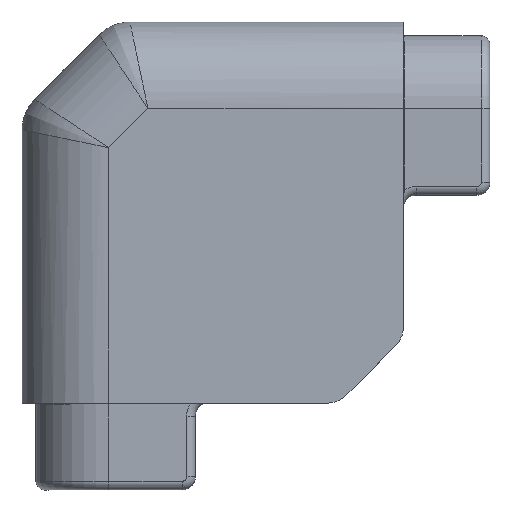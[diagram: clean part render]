
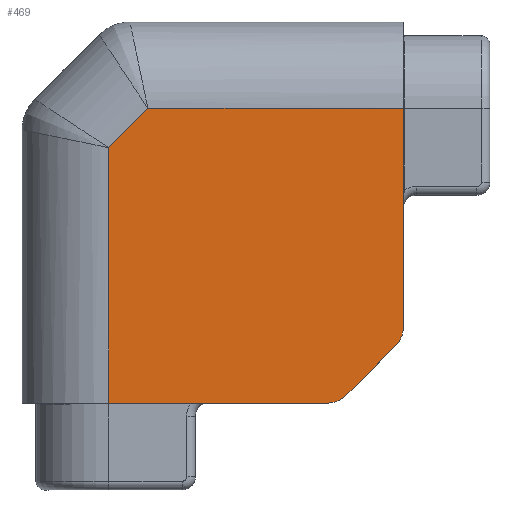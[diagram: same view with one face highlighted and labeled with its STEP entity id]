
A CAD part, top view. The second image highlights one B-rep face of the part: STEP entity #469.
In plain terms, the highlighted planar face has unit normal (0, 0, 1).
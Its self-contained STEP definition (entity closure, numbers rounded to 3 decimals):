
#118 = CARTESIAN_POINT ( 'NONE',  ( 20., -88., 20. ) ) ;
#126 = VERTEX_POINT ( 'NONE', #2153 ) ;
#192 = VECTOR ( 'NONE', #3786, 1000. ) ;
#204 = VERTEX_POINT ( 'NONE', #1836 ) ;
#221 = EDGE_CURVE ( 'NONE', #3724, #126, #1096, .T. ) ;
#289 = ORIENTED_EDGE ( 'NONE', *, *, #1258, .T. ) ;
#330 = CARTESIAN_POINT ( 'NONE',  ( 88., -70.515, 20. ) ) ;
#353 = CARTESIAN_POINT ( 'NONE',  ( 24.899, -20., 20. ) ) ;
#459 = CARTESIAN_POINT ( 'NONE',  ( 88., 0., 20. ) ) ;
#469 = ADVANCED_FACE ( 'NONE', ( #3196 ), #1165, .T. ) ;
#488 = ORIENTED_EDGE ( 'NONE', *, *, #3753, .T. ) ;
#512 = LINE ( 'NONE', #3077, #4036 ) ;
#586 = CARTESIAN_POINT ( 'NONE',  ( 73.05, -87.95, 20. ) ) ;
#627 = CIRCLE ( 'NONE', #1164, 6. ) ;
#646 = VECTOR ( 'NONE', #3290, 1000. ) ;
#672 = DIRECTION ( 'NONE',  ( 1., 0., 0. ) ) ;
#780 = CARTESIAN_POINT ( 'NONE',  ( 82., -70.515, 20. ) ) ;
#788 = EDGE_CURVE ( 'NONE', #3782, #2962, #512, .T. ) ;
#814 = CARTESIAN_POINT ( 'NONE',  ( 10., -24.899, 20. ) ) ;
#916 = CIRCLE ( 'NONE', #3189, 6. ) ;
#1096 = LINE ( 'NONE', #353, #192 ) ;
#1127 = DIRECTION ( 'NONE',  ( 1., 0., 0. ) ) ;
#1143 = ORIENTED_EDGE ( 'NONE', *, *, #788, .T. ) ;
#1164 = AXIS2_PLACEMENT_3D ( 'NONE', #1203, #3603, #1552 ) ;
#1165 = PLANE ( 'NONE',  #4192 ) ;
#1203 = CARTESIAN_POINT ( 'NONE',  ( 70.515, -82., 20. ) ) ;
#1238 = CARTESIAN_POINT ( 'NONE',  ( 17.071, -31.971, 20. ) ) ;
#1258 = EDGE_CURVE ( 'NONE', #126, #3392, #3282, .T. ) ;
#1280 = CARTESIAN_POINT ( 'NONE',  ( 20., -29.042, 20. ) ) ;
#1291 = ORIENTED_EDGE ( 'NONE', *, *, #4009, .T. ) ;
#1388 = CARTESIAN_POINT ( 'NONE',  ( 74.757, -86.243, 20. ) ) ;
#1471 = CARTESIAN_POINT ( 'NONE',  ( 88., -20., 20. ) ) ;
#1485 = EDGE_CURVE ( 'NONE', #3392, #3782, #2295, .T. ) ;
#1552 = DIRECTION ( 'NONE',  ( 1., 0., 0. ) ) ;
#1783 = LINE ( 'NONE', #586, #2588 ) ;
#1836 = CARTESIAN_POINT ( 'NONE',  ( 86.243, -74.757, 20. ) ) ;
#1952 = ORIENTED_EDGE ( 'NONE', *, *, #2901, .T. ) ;
#2037 = CARTESIAN_POINT ( 'NONE',  ( 20., -88., 20. ) ) ;
#2153 = CARTESIAN_POINT ( 'NONE',  ( 29.042, -20., 20. ) ) ;
#2197 = DIRECTION ( 'NONE',  ( 1., 0., 0. ) ) ;
#2295 = LINE ( 'NONE', #2037, #4135 ) ;
#2429 = VECTOR ( 'NONE', #3881, 1000. ) ;
#2481 = EDGE_LOOP ( 'NONE', ( #1143, #1952, #1291, #3364, #488, #2953, #289, #3579 ) ) ;
#2588 = VECTOR ( 'NONE', #4002, 1000. ) ;
#2619 = VERTEX_POINT ( 'NONE', #1388 ) ;
#2901 = EDGE_CURVE ( 'NONE', #2962, #2619, #627, .T. ) ;
#2953 = ORIENTED_EDGE ( 'NONE', *, *, #221, .T. ) ;
#2962 = VERTEX_POINT ( 'NONE', #3599 ) ;
#3077 = CARTESIAN_POINT ( 'NONE',  ( 88., -88., 20. ) ) ;
#3184 = DIRECTION ( 'NONE',  ( 0., 0., 1. ) ) ;
#3189 = AXIS2_PLACEMENT_3D ( 'NONE', #780, #3184, #1127 ) ;
#3196 = FACE_OUTER_BOUND ( 'NONE', #2481, .T. ) ;
#3282 = LINE ( 'NONE', #1238, #646 ) ;
#3290 = DIRECTION ( 'NONE',  ( -0.707, -0.707, 0. ) ) ;
#3364 = ORIENTED_EDGE ( 'NONE', *, *, #3649, .T. ) ;
#3392 = VERTEX_POINT ( 'NONE', #1280 ) ;
#3579 = ORIENTED_EDGE ( 'NONE', *, *, #1485, .T. ) ;
#3599 = CARTESIAN_POINT ( 'NONE',  ( 70.515, -88., 20. ) ) ;
#3603 = DIRECTION ( 'NONE',  ( 0., 0., 1. ) ) ;
#3649 = EDGE_CURVE ( 'NONE', #204, #4223, #916, .T. ) ;
#3724 = VERTEX_POINT ( 'NONE', #1471 ) ;
#3753 = EDGE_CURVE ( 'NONE', #4223, #3724, #4258, .T. ) ;
#3782 = VERTEX_POINT ( 'NONE', #118 ) ;
#3786 = DIRECTION ( 'NONE',  ( -1., 0., 0. ) ) ;
#3881 = DIRECTION ( 'NONE',  ( 0., 1., 0. ) ) ;
#4002 = DIRECTION ( 'NONE',  ( 0.707, 0.707, 0. ) ) ;
#4009 = EDGE_CURVE ( 'NONE', #2619, #204, #1783, .T. ) ;
#4036 = VECTOR ( 'NONE', #672, 1000. ) ;
#4093 = DIRECTION ( 'NONE',  ( 0., -1., 0. ) ) ;
#4135 = VECTOR ( 'NONE', #4093, 1000. ) ;
#4192 = AXIS2_PLACEMENT_3D ( 'NONE', #814, #4244, #2197 ) ;
#4223 = VERTEX_POINT ( 'NONE', #330 ) ;
#4244 = DIRECTION ( 'NONE',  ( 0., 0., 1. ) ) ;
#4258 = LINE ( 'NONE', #459, #2429 ) ;
